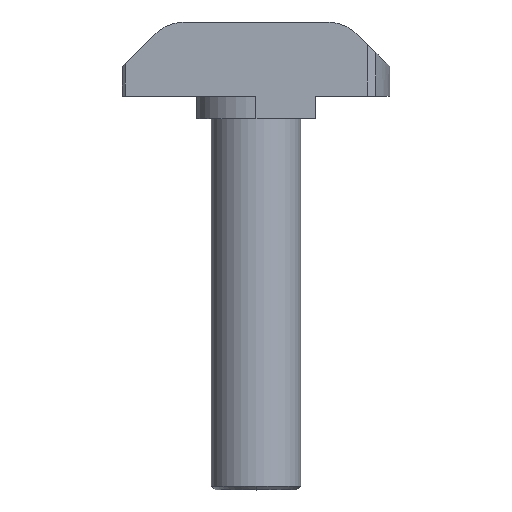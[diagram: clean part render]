
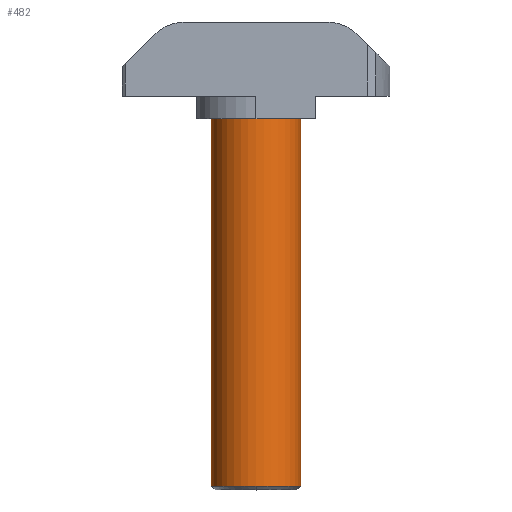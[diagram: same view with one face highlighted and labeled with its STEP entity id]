
A CAD part, top view. The second image highlights one B-rep face of the part: STEP entity #482.
In plain terms, the highlighted cylindrical face has radius 3 mm (diameter 6 mm), a partial arc.
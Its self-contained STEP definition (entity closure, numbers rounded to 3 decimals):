
#158 = CARTESIAN_POINT ( 'NONE',  ( -9., -28., -4. ) ) ;
#159 = DIRECTION ( 'NONE',  ( 0., 1., 0. ) ) ;
#160 = DIRECTION ( 'NONE',  ( 0., 0., 1. ) ) ;
#242 = CARTESIAN_POINT ( 'NONE',  ( -6., -28., -4. ) ) ;
#243 = DIRECTION ( 'NONE',  ( 0., 1., 0. ) ) ;
#313 = AXIS2_PLACEMENT_3D ( 'NONE', #808, #809, #810 ) ;
#315 = AXIS2_PLACEMENT_3D ( 'NONE', #158, #159, #160 ) ;
#323 = AXIS2_PLACEMENT_3D ( 'NONE', #830, #831, #832 ) ;
#371 = EDGE_CURVE ( 'NONE', #715, #721, #841, .T. ) ;
#374 = EDGE_CURVE ( 'NONE', #723, #724, #846, .T. ) ;
#383 = EDGE_CURVE ( 'NONE', #721, #725, #860, .T. ) ;
#388 = EDGE_CURVE ( 'NONE', #715, #723, #868, .T. ) ;
#426 = ORIENTED_EDGE ( 'NONE', *, *, #388, .F. ) ;
#443 = CARTESIAN_POINT ( 'NONE',  ( -12., -28., -4. ) ) ;
#444 = DIRECTION ( 'NONE',  ( 0., 1., 0. ) ) ;
#482 = ADVANCED_FACE ( 'NONE', ( #745 ), #746, .T. ) ;
#486 = EDGE_LOOP ( 'NONE', ( #585, #613, #611, #612, #426 ) ) ;
#566 = LINE ( 'NONE', #242, #568 ) ;
#568 = VECTOR ( 'NONE', #243, 1000. ) ;
#585 = ORIENTED_EDGE ( 'NONE', *, *, #371, .T. ) ;
#611 = ORIENTED_EDGE ( 'NONE', *, *, #899, .T. ) ;
#612 = ORIENTED_EDGE ( 'NONE', *, *, #374, .F. ) ;
#613 = ORIENTED_EDGE ( 'NONE', *, *, #383, .T. ) ;
#715 = VERTEX_POINT ( 'NONE', #783 ) ;
#721 = VERTEX_POINT ( 'NONE', #789 ) ;
#723 = VERTEX_POINT ( 'NONE', #791 ) ;
#724 = VERTEX_POINT ( 'NONE', #792 ) ;
#725 = VERTEX_POINT ( 'NONE', #793 ) ;
#745 = FACE_OUTER_BOUND ( 'NONE', #486, .T. ) ;
#746 = CYLINDRICAL_SURFACE ( 'NONE', #914, 3. ) ;
#778 = CARTESIAN_POINT ( 'NONE',  ( -9., -28., -4. ) ) ;
#779 = DIRECTION ( 'NONE',  ( 0., 1., 0. ) ) ;
#780 = DIRECTION ( 'NONE',  ( -1., 0., 0. ) ) ;
#783 = CARTESIAN_POINT ( 'NONE',  ( -12., -28., -4. ) ) ;
#789 = CARTESIAN_POINT ( 'NONE',  ( -9., -28., -1. ) ) ;
#791 = CARTESIAN_POINT ( 'NONE',  ( -12., -3.25, -4. ) ) ;
#792 = CARTESIAN_POINT ( 'NONE',  ( -6., -3.25, -4. ) ) ;
#793 = CARTESIAN_POINT ( 'NONE',  ( -6., -28., -4. ) ) ;
#808 = CARTESIAN_POINT ( 'NONE',  ( -9., -3.25, -4. ) ) ;
#809 = DIRECTION ( 'NONE',  ( 0., 1., 0. ) ) ;
#810 = DIRECTION ( 'NONE',  ( -1., 0., 0. ) ) ;
#830 = CARTESIAN_POINT ( 'NONE',  ( -9., -28., -4. ) ) ;
#831 = DIRECTION ( 'NONE',  ( 0., 1., 0. ) ) ;
#832 = DIRECTION ( 'NONE',  ( 0., 0., 1. ) ) ;
#841 = CIRCLE ( 'NONE', #315, 3. ) ;
#846 = CIRCLE ( 'NONE', #313, 3. ) ;
#860 = CIRCLE ( 'NONE', #323, 3. ) ;
#868 = LINE ( 'NONE', #443, #869 ) ;
#869 = VECTOR ( 'NONE', #444, 1000. ) ;
#899 = EDGE_CURVE ( 'NONE', #725, #724, #566, .T. ) ;
#914 = AXIS2_PLACEMENT_3D ( 'NONE', #778, #779, #780 ) ;
